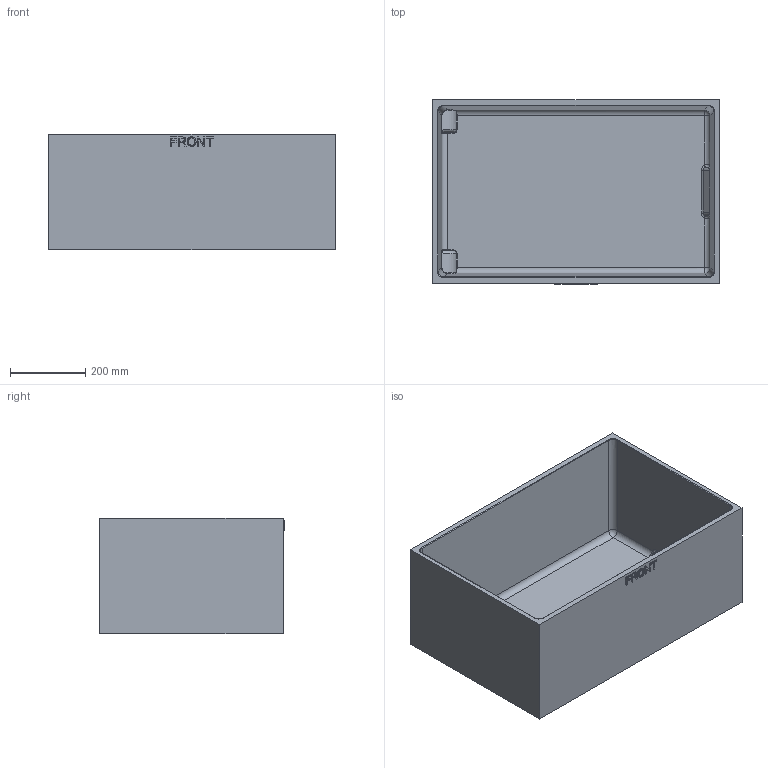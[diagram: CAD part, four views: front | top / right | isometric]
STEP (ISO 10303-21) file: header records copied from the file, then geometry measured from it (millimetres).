
FILE_DESCRIPTION( ( 'Unknown' ), '1' );
FILE_NAME( '2975-base_internal_tub.stp', 'Unknown', ( 'Unknown' ), ( 'Unknown' ), 'PSStep 10.1', 'Unknown', ' ' );
FILE_SCHEMA( ( 'AUTOMOTIVE_DESIGN { 1 0 10303 214 1 1 1 1 }' ) );
Length unit declared in the file: millimetre
Products named in the file (1): 1
Bounding box: 762 x 492.12 x 307.98 mm (x, y, z)
Volume: 17776357.9 mm3; surface area: 2172442.2 mm2
Topology: 1 solids, 1 shells, 113 faces, 269 edges, 164 vertices
Faces by surface type: plane 54, bspline 28, cylinder 23, extrusion 6, sphere 2
Entity records: 5068 total; most frequent: CARTESIAN_POINT 2870, ORIENTED_EDGE 530, DIRECTION 311, EDGE_CURVE 265, VERTEX_POINT 164, B_SPLINE_CURVE_WITH_KNOTS 159, EDGE_LOOP 123, AXIS2_PLACEMENT_3D 115
